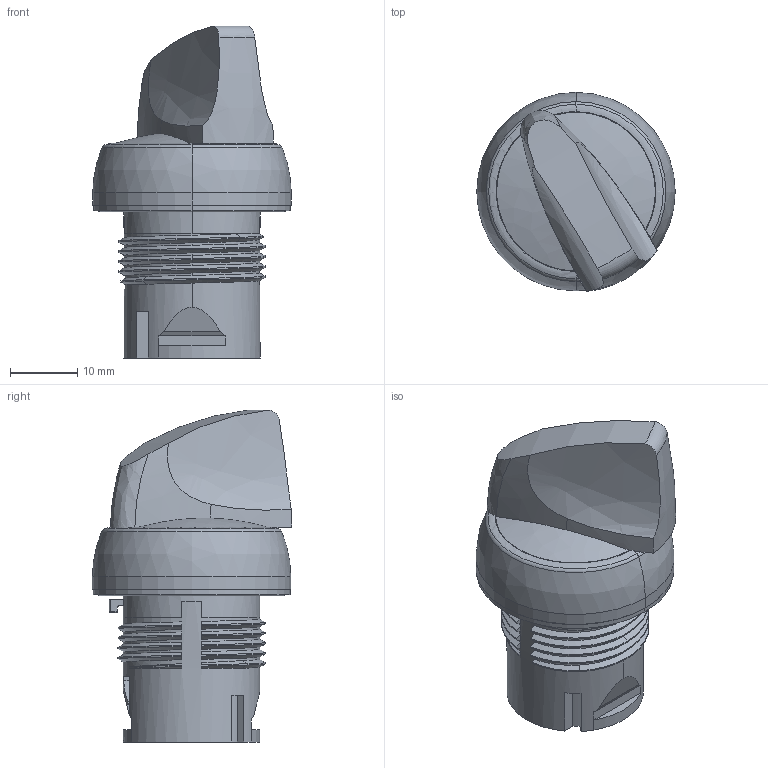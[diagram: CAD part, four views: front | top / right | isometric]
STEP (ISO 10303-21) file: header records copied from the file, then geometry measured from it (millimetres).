
FILE_DESCRIPTION((''),'2;1');
FILE_NAME('800F_S_2','2009-03-09T',('abschul1'),('Rockwell Automation'),'PRO/ENGINEER BY PARAMETRIC TECHNOLOGY CORPORATION, 2004320','PRO/ENGINEER BY PARAMETRIC TECHNOLOGY CORPORATION, 2004320','');
FILE_SCHEMA(('CONFIG_CONTROL_DESIGN'));
Length unit declared in the file: millimetre
Products named in the file (1): 800F_S_2
Bounding box: 29.6 x 29.72 x 49.53 mm (x, y, z)
Volume: 11447.4 mm3; surface area: 6255.1 mm2
Topology: 1 solids, 1 shells, 157 faces, 437 edges, 286 vertices
Faces by surface type: plane 69, bspline 54, cylinder 21, torus 7, cone 4, sphere 2
Entity records: 16717 total; most frequent: CARTESIAN_POINT 13102, ORIENTED_EDGE 874, DIRECTION 552, EDGE_CURVE 437, VERTEX_POINT 286, AXIS2_PLACEMENT_3D 193, B_SPLINE_CURVE_WITH_KNOTS 181, VECTOR 166
